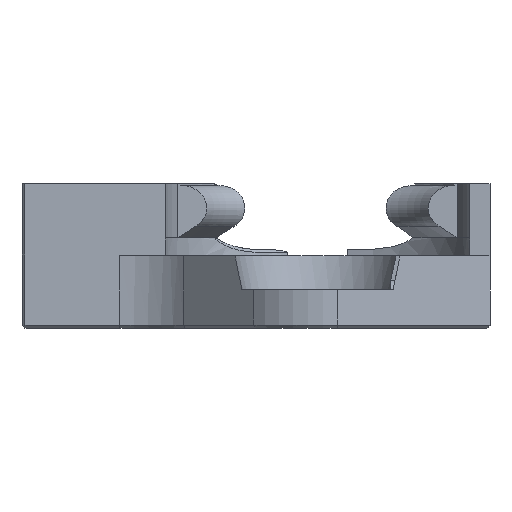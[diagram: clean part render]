
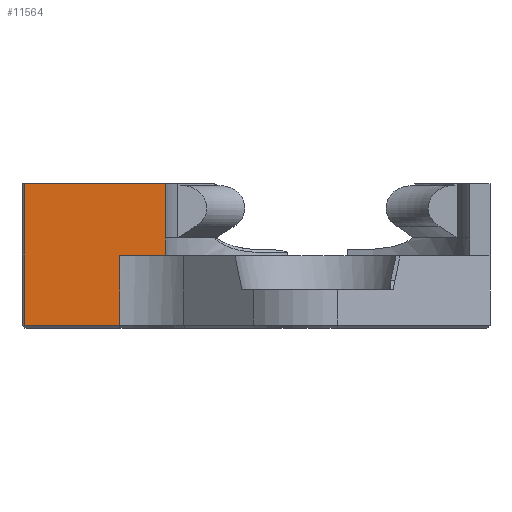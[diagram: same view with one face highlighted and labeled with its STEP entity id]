
A CAD part, front view. The second image highlights one B-rep face of the part: STEP entity #11564.
In plain terms, the highlighted planar face has unit normal (0, -1, 0).
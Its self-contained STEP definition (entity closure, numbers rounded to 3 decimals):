
#372 = PLANE('',#373);
#373 = AXIS2_PLACEMENT_3D('',#374,#375,#376);
#374 = CARTESIAN_POINT('',(-49.25,-19.75,0.25));
#375 = DIRECTION('',(-0.,-0.707,-0.707));
#376 = DIRECTION('',(1.,0.,0.));
#4550 = PLANE('',#4551);
#4551 = AXIS2_PLACEMENT_3D('',#4552,#4553,#4554);
#4552 = CARTESIAN_POINT('',(-49.,-19.75,12.219));
#4553 = DIRECTION('',(0.707,0.707,0.)
  );
#4554 = DIRECTION('',(0.707,-0.707,0.));
#4719 = VERTEX_POINT('',#4720);
#4720 = CARTESIAN_POINT('',(-48.75,-20.,0.5));
#4744 = VERTEX_POINT('',#4745);
#4745 = CARTESIAN_POINT('',(-32.926,-20.,0.5));
#4766 = EDGE_CURVE('',#4719,#4744,#4767,.T.);
#4767 = SURFACE_CURVE('',#4768,(#4772,#4779),.PCURVE_S1.);
#4768 = LINE('',#4769,#4770);
#4769 = CARTESIAN_POINT('',(-49.25,-20.,0.5));
#4770 = VECTOR('',#4771,1.);
#4771 = DIRECTION('',(1.,0.,0.));
#4772 = PCURVE('',#372,#4773);
#4773 = DEFINITIONAL_REPRESENTATION('',(#4774),#4778);
#4774 = LINE('',#4775,#4776);
#4775 = CARTESIAN_POINT('',(0.,0.354));
#4776 = VECTOR('',#4777,1.);
#4777 = DIRECTION('',(1.,0.));
#4778 = ( GEOMETRIC_REPRESENTATION_CONTEXT(2) 
PARAMETRIC_REPRESENTATION_CONTEXT() REPRESENTATION_CONTEXT('2D SPACE',''
  ) );
#4779 = PCURVE('',#4780,#4785);
#4780 = PLANE('',#4781);
#4781 = AXIS2_PLACEMENT_3D('',#4782,#4783,#4784);
#4782 = CARTESIAN_POINT('',(-32.926,-20.,0.5));
#4783 = DIRECTION('',(-0.,-1.,-0.));
#4784 = DIRECTION('',(0.,0.,-1.));
#4785 = DEFINITIONAL_REPRESENTATION('',(#4786),#4790);
#4786 = LINE('',#4787,#4788);
#4787 = CARTESIAN_POINT('',(-0.,-16.324));
#4788 = VECTOR('',#4789,1.);
#4789 = DIRECTION('',(-0.,1.));
#4790 = ( GEOMETRIC_REPRESENTATION_CONTEXT(2) 
PARAMETRIC_REPRESENTATION_CONTEXT() REPRESENTATION_CONTEXT('2D SPACE',''
  ) );
#4888 = CYLINDRICAL_SURFACE('',#4889,15.);
#4889 = AXIS2_PLACEMENT_3D('',#4890,#4891,#4892);
#4890 = CARTESIAN_POINT('',(-32.926,-35.,0.));
#4891 = DIRECTION('',(0.,0.,-1.));
#4892 = DIRECTION('',(1.,0.,0.));
#5235 = PLANE('',#5236);
#5236 = AXIS2_PLACEMENT_3D('',#5237,#5238,#5239);
#5237 = CARTESIAN_POINT('',(-22.32,24.393,
    24.02));
#5238 = DIRECTION('',(-0.,-0.,-1.));
#5239 = DIRECTION('',(1.,0.,0.));
#10616 = VERTEX_POINT('',#10617);
#10617 = CARTESIAN_POINT('',(-48.75,-20.,24.02));
#10638 = EDGE_CURVE('',#4719,#10616,#10639,.T.);
#10639 = SURFACE_CURVE('',#10640,(#10644,#10651),.PCURVE_S1.);
#10640 = LINE('',#10641,#10642);
#10641 = CARTESIAN_POINT('',(-48.75,-20.,12.02));
#10642 = VECTOR('',#10643,1.);
#10643 = DIRECTION('',(0.,0.,1.));
#10644 = PCURVE('',#4550,#10645);
#10645 = DEFINITIONAL_REPRESENTATION('',(#10646),#10650);
#10646 = LINE('',#10647,#10648);
#10647 = CARTESIAN_POINT('',(0.354,0.199));
#10648 = VECTOR('',#10649,1.);
#10649 = DIRECTION('',(-0.,-1.));
#10650 = ( GEOMETRIC_REPRESENTATION_CONTEXT(2) 
PARAMETRIC_REPRESENTATION_CONTEXT() REPRESENTATION_CONTEXT('2D SPACE',''
  ) );
#10651 = PCURVE('',#4780,#10652);
#10652 = DEFINITIONAL_REPRESENTATION('',(#10653),#10657);
#10653 = LINE('',#10654,#10655);
#10654 = CARTESIAN_POINT('',(-11.52,-15.824));
#10655 = VECTOR('',#10656,1.);
#10656 = DIRECTION('',(-1.,0.));
#10657 = ( GEOMETRIC_REPRESENTATION_CONTEXT(2) 
PARAMETRIC_REPRESENTATION_CONTEXT() REPRESENTATION_CONTEXT('2D SPACE',''
  ) );
#11564 = ADVANCED_FACE('',(#11565),#4780,.T.);
#11565 = FACE_BOUND('',#11566,.F.);
#11566 = EDGE_LOOP('',(#11567,#11590,#11591,#11592,#11615,#11643,#11671)
  );
#11567 = ORIENTED_EDGE('',*,*,#11568,.F.);
#11568 = EDGE_CURVE('',#4744,#11569,#11571,.T.);
#11569 = VERTEX_POINT('',#11570);
#11570 = CARTESIAN_POINT('',(-32.926,-20.,12.02));
#11571 = SURFACE_CURVE('',#11572,(#11576,#11583),.PCURVE_S1.);
#11572 = LINE('',#11573,#11574);
#11573 = CARTESIAN_POINT('',(-32.926,-20.,0.));
#11574 = VECTOR('',#11575,1.);
#11575 = DIRECTION('',(0.,0.,1.));
#11576 = PCURVE('',#4780,#11577);
#11577 = DEFINITIONAL_REPRESENTATION('',(#11578),#11582);
#11578 = LINE('',#11579,#11580);
#11579 = CARTESIAN_POINT('',(0.5,-0.));
#11580 = VECTOR('',#11581,1.);
#11581 = DIRECTION('',(-1.,0.));
#11582 = ( GEOMETRIC_REPRESENTATION_CONTEXT(2) 
PARAMETRIC_REPRESENTATION_CONTEXT() REPRESENTATION_CONTEXT('2D SPACE',''
  ) );
#11583 = PCURVE('',#4888,#11584);
#11584 = DEFINITIONAL_REPRESENTATION('',(#11585),#11589);
#11585 = LINE('',#11586,#11587);
#11586 = CARTESIAN_POINT('',(4.712,0.));
#11587 = VECTOR('',#11588,1.);
#11588 = DIRECTION('',(0.,-1.));
#11589 = ( GEOMETRIC_REPRESENTATION_CONTEXT(2) 
PARAMETRIC_REPRESENTATION_CONTEXT() REPRESENTATION_CONTEXT('2D SPACE',''
  ) );
#11590 = ORIENTED_EDGE('',*,*,#4766,.F.);
#11591 = ORIENTED_EDGE('',*,*,#10638,.T.);
#11592 = ORIENTED_EDGE('',*,*,#11593,.F.);
#11593 = EDGE_CURVE('',#11594,#10616,#11596,.T.);
#11594 = VERTEX_POINT('',#11595);
#11595 = CARTESIAN_POINT('',(-25.412,-20.,
    24.02));
#11596 = SURFACE_CURVE('',#11597,(#11601,#11608),.PCURVE_S1.);
#11597 = LINE('',#11598,#11599);
#11598 = CARTESIAN_POINT('',(65.119,-20.,24.02));
#11599 = VECTOR('',#11600,1.);
#11600 = DIRECTION('',(-1.,-0.,-0.));
#11601 = PCURVE('',#4780,#11602);
#11602 = DEFINITIONAL_REPRESENTATION('',(#11603),#11607);
#11603 = LINE('',#11604,#11605);
#11604 = CARTESIAN_POINT('',(-23.52,98.045));
#11605 = VECTOR('',#11606,1.);
#11606 = DIRECTION('',(-0.,-1.));
#11607 = ( GEOMETRIC_REPRESENTATION_CONTEXT(2) 
PARAMETRIC_REPRESENTATION_CONTEXT() REPRESENTATION_CONTEXT('2D SPACE',''
  ) );
#11608 = PCURVE('',#5235,#11609);
#11609 = DEFINITIONAL_REPRESENTATION('',(#11610),#11614);
#11610 = LINE('',#11611,#11612);
#11611 = CARTESIAN_POINT('',(87.439,44.393));
#11612 = VECTOR('',#11613,1.);
#11613 = DIRECTION('',(-1.,0.));
#11614 = ( GEOMETRIC_REPRESENTATION_CONTEXT(2) 
PARAMETRIC_REPRESENTATION_CONTEXT() REPRESENTATION_CONTEXT('2D SPACE',''
  ) );
#11615 = ORIENTED_EDGE('',*,*,#11616,.F.);
#11616 = EDGE_CURVE('',#11617,#11594,#11619,.T.);
#11617 = VERTEX_POINT('',#11618);
#11618 = CARTESIAN_POINT('',(-25.412,-20.,15.02));
#11619 = SURFACE_CURVE('',#11620,(#11624,#11631),.PCURVE_S1.);
#11620 = LINE('',#11621,#11622);
#11621 = CARTESIAN_POINT('',(-25.412,-20.,24.02));
#11622 = VECTOR('',#11623,1.);
#11623 = DIRECTION('',(0.,0.,1.));
#11624 = PCURVE('',#4780,#11625);
#11625 = DEFINITIONAL_REPRESENTATION('',(#11626),#11630);
#11626 = LINE('',#11627,#11628);
#11627 = CARTESIAN_POINT('',(-23.52,7.515));
#11628 = VECTOR('',#11629,1.);
#11629 = DIRECTION('',(-1.,0.));
#11630 = ( GEOMETRIC_REPRESENTATION_CONTEXT(2) 
PARAMETRIC_REPRESENTATION_CONTEXT() REPRESENTATION_CONTEXT('2D SPACE',''
  ) );
#11631 = PCURVE('',#11632,#11637);
#11632 = CYLINDRICAL_SURFACE('',#11633,26.);
#11633 = AXIS2_PLACEMENT_3D('',#11634,#11635,#11636);
#11634 = CARTESIAN_POINT('',(0.,-25.5,24.02));
#11635 = DIRECTION('',(0.,0.,1.));
#11636 = DIRECTION('',(1.,0.,0.));
#11637 = DEFINITIONAL_REPRESENTATION('',(#11638),#11642);
#11638 = LINE('',#11639,#11640);
#11639 = CARTESIAN_POINT('',(-9.638,0.));
#11640 = VECTOR('',#11641,1.);
#11641 = DIRECTION('',(-0.,1.));
#11642 = ( GEOMETRIC_REPRESENTATION_CONTEXT(2) 
PARAMETRIC_REPRESENTATION_CONTEXT() REPRESENTATION_CONTEXT('2D SPACE',''
  ) );
#11643 = ORIENTED_EDGE('',*,*,#11644,.F.);
#11644 = EDGE_CURVE('',#11645,#11617,#11647,.T.);
#11645 = VERTEX_POINT('',#11646);
#11646 = CARTESIAN_POINT('',(-25.412,-20.,12.02));
#11647 = SURFACE_CURVE('',#11648,(#11652,#11659),.PCURVE_S1.);
#11648 = LINE('',#11649,#11650);
#11649 = CARTESIAN_POINT('',(-25.412,-20.,24.02));
#11650 = VECTOR('',#11651,1.);
#11651 = DIRECTION('',(0.,0.,1.));
#11652 = PCURVE('',#4780,#11653);
#11653 = DEFINITIONAL_REPRESENTATION('',(#11654),#11658);
#11654 = LINE('',#11655,#11656);
#11655 = CARTESIAN_POINT('',(-23.52,7.515));
#11656 = VECTOR('',#11657,1.);
#11657 = DIRECTION('',(-1.,0.));
#11658 = ( GEOMETRIC_REPRESENTATION_CONTEXT(2) 
PARAMETRIC_REPRESENTATION_CONTEXT() REPRESENTATION_CONTEXT('2D SPACE',''
  ) );
#11659 = PCURVE('',#11660,#11665);
#11660 = CYLINDRICAL_SURFACE('',#11661,26.);
#11661 = AXIS2_PLACEMENT_3D('',#11662,#11663,#11664);
#11662 = CARTESIAN_POINT('',(0.,-25.5,12.03));
#11663 = DIRECTION('',(0.,0.,1.));
#11664 = DIRECTION('',(0.,-1.,0.));
#11665 = DEFINITIONAL_REPRESENTATION('',(#11666),#11670);
#11666 = LINE('',#11667,#11668);
#11667 = CARTESIAN_POINT('',(4.499,11.99));
#11668 = VECTOR('',#11669,1.);
#11669 = DIRECTION('',(0.,1.));
#11670 = ( GEOMETRIC_REPRESENTATION_CONTEXT(2) 
PARAMETRIC_REPRESENTATION_CONTEXT() REPRESENTATION_CONTEXT('2D SPACE',''
  ) );
#11671 = ORIENTED_EDGE('',*,*,#11672,.T.);
#11672 = EDGE_CURVE('',#11645,#11569,#11673,.T.);
#11673 = SURFACE_CURVE('',#11674,(#11678,#11685),.PCURVE_S1.);
#11674 = LINE('',#11675,#11676);
#11675 = CARTESIAN_POINT('',(65.119,-20.,12.02));
#11676 = VECTOR('',#11677,1.);
#11677 = DIRECTION('',(-1.,-0.,-0.));
#11678 = PCURVE('',#4780,#11679);
#11679 = DEFINITIONAL_REPRESENTATION('',(#11680),#11684);
#11680 = LINE('',#11681,#11682);
#11681 = CARTESIAN_POINT('',(-11.52,98.045));
#11682 = VECTOR('',#11683,1.);
#11683 = DIRECTION('',(-0.,-1.));
#11684 = ( GEOMETRIC_REPRESENTATION_CONTEXT(2) 
PARAMETRIC_REPRESENTATION_CONTEXT() REPRESENTATION_CONTEXT('2D SPACE',''
  ) );
#11685 = PCURVE('',#11686,#11691);
#11686 = PLANE('',#11687);
#11687 = AXIS2_PLACEMENT_3D('',#11688,#11689,#11690);
#11688 = CARTESIAN_POINT('',(-61.919,-48.543,12.02));
#11689 = DIRECTION('',(0.,0.,1.));
#11690 = DIRECTION('',(-1.,0.,0.));
#11691 = DEFINITIONAL_REPRESENTATION('',(#11692),#11696);
#11692 = LINE('',#11693,#11694);
#11693 = CARTESIAN_POINT('',(-127.038,-28.543));
#11694 = VECTOR('',#11695,1.);
#11695 = DIRECTION('',(1.,-0.));
#11696 = ( GEOMETRIC_REPRESENTATION_CONTEXT(2) 
PARAMETRIC_REPRESENTATION_CONTEXT() REPRESENTATION_CONTEXT('2D SPACE',''
  ) );
